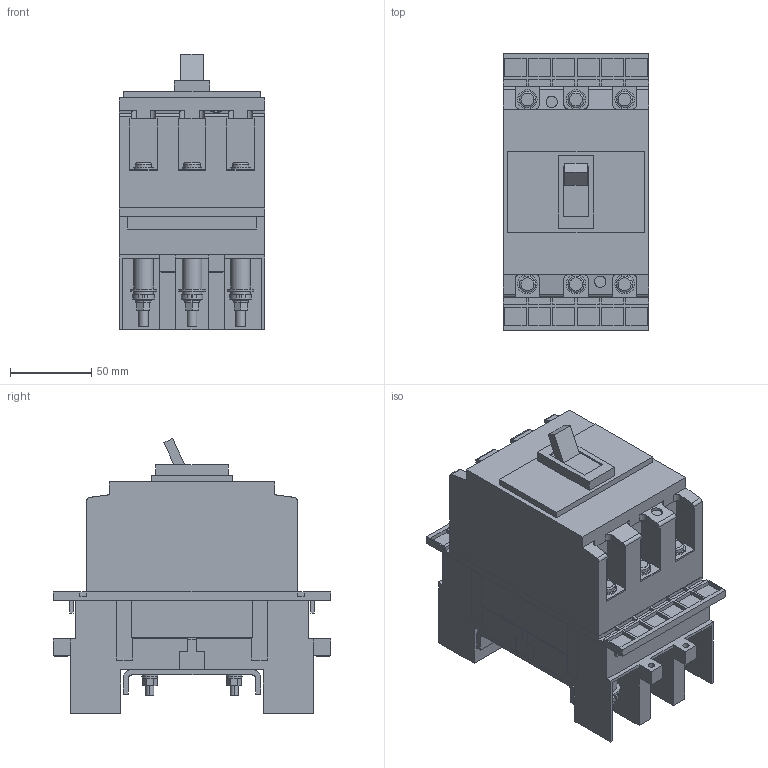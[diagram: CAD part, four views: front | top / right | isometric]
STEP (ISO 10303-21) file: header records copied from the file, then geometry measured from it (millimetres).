
FILE_DESCRIPTION (( 'STEP AP214' ), '1' );
FILE_NAME ('PS125NF3MB.STEP', '2023-02-28T10:39:00', ( 'CAD' ), ( '' ), 'SwSTEP 2.0', 'SolidWorks 2015', '' );
FILE_SCHEMA (( 'AUTOMOTIVE_DESIGN' ));
Length unit declared in the file: millimetre
Products named in the file (1): PS125NF3MB
Bounding box: 90 x 171 x 169.74 mm (x, y, z)
Volume: 1409384.2 mm3; surface area: 225145.2 mm2
Topology: 69 solids, 69 shells, 977 faces, 2332 edges, 1552 vertices
Faces by surface type: plane 585, cylinder 372, torus 12, sphere 8
Entity records: 34368 total; most frequent: DIRECTION 5040, CARTESIAN_POINT 4910, ORIENTED_EDGE 4664, EDGE_CURVE 2332, AXIS2_PLACEMENT_3D 1746, VERTEX_POINT 1552, VECTOR 1548, LINE 1548
